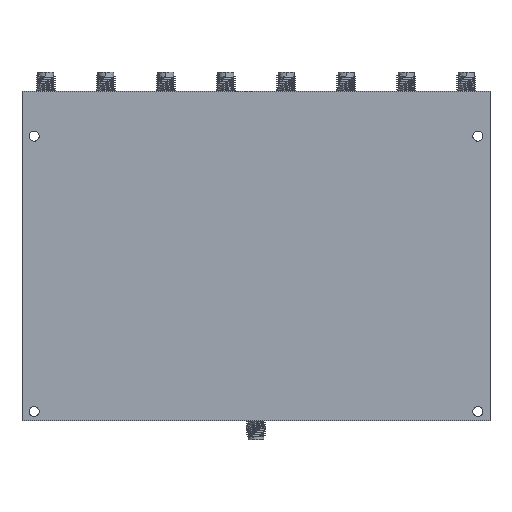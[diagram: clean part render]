
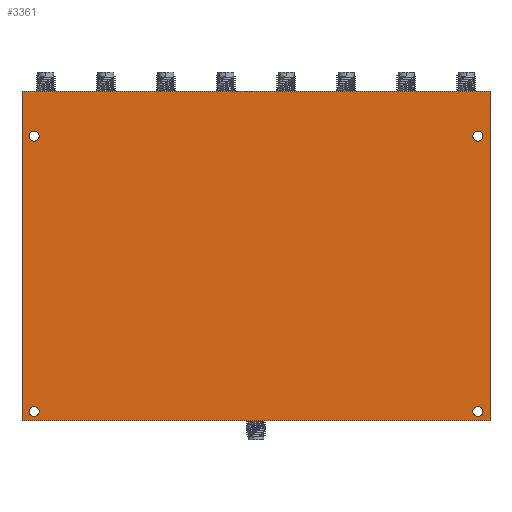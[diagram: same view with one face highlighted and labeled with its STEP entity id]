
A CAD part, front view. The second image highlights one B-rep face of the part: STEP entity #3361.
In plain terms, the highlighted planar face has unit normal (0, -1, 0).
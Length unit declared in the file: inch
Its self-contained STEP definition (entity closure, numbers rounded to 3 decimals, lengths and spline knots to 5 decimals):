
#181 = FACE_BOUND ( 'NONE', #2308, .T. ) ;
#351 = EDGE_CURVE ( 'NONE', #11881, #14336, #16485, .T. ) ;
#378 = ORIENTED_EDGE ( 'NONE', *, *, #6664, .F. ) ;
#415 = AXIS2_PLACEMENT_3D ( 'NONE', #19877, #8028, #21781 ) ;
#497 = ORIENTED_EDGE ( 'NONE', *, *, #11199, .T. ) ;
#685 = ORIENTED_EDGE ( 'NONE', *, *, #11107, .T. ) ;
#879 = CIRCLE ( 'NONE', #17120, 0.065 ) ;
#1085 = EDGE_LOOP ( 'NONE', ( #2558, #5502, #17488, #378 ) ) ;
#1275 = VECTOR ( 'NONE', #11798, 39.37008 ) ;
#1542 = AXIS2_PLACEMENT_3D ( 'NONE', #18480, #2787, #14893 ) ;
#1718 = CARTESIAN_POINT ( 'NONE',  ( 0., 0., 0. ) ) ;
#1856 = EDGE_CURVE ( 'NONE', #14336, #11881, #14276, .T. ) ;
#2074 = FACE_BOUND ( 'NONE', #6993, .T. ) ;
#2308 = EDGE_LOOP ( 'NONE', ( #497, #685 ) ) ;
#2558 = ORIENTED_EDGE ( 'NONE', *, *, #21956, .F. ) ;
#2787 = DIRECTION ( 'NONE',  ( 0., 1., 0. ) ) ;
#2957 = CARTESIAN_POINT ( 'NONE',  ( 5.99, 0., -0.525 ) ) ;
#3361 = ADVANCED_FACE ( 'NONE', ( #181, #3704, #2074, #9366, #19174 ), #8807, .T. ) ;
#3514 = VERTEX_POINT ( 'NONE', #21018 ) ;
#3666 = DIRECTION ( 'NONE',  ( 1., 0., 0. ) ) ;
#3704 = FACE_BOUND ( 'NONE', #3908, .T. ) ;
#3855 = VERTEX_POINT ( 'NONE', #15942 ) ;
#3908 = EDGE_LOOP ( 'NONE', ( #19543, #6784 ) ) ;
#4357 = DIRECTION ( 'NONE',  ( 0., 0., 1. ) ) ;
#4367 = VECTOR ( 'NONE', #13822, 39.37008 ) ;
#4491 = CIRCLE ( 'NONE', #20872, 0.065 ) ;
#5054 = LINE ( 'NONE', #6864, #1275 ) ;
#5189 = VERTEX_POINT ( 'NONE', #6757 ) ;
#5247 = ORIENTED_EDGE ( 'NONE', *, *, #351, .T. ) ;
#5502 = ORIENTED_EDGE ( 'NONE', *, *, #21992, .F. ) ;
#5657 = CIRCLE ( 'NONE', #8696, 0.065 ) ;
#6101 = CARTESIAN_POINT ( 'NONE',  ( 0.16, 0., -0.655 ) ) ;
#6567 = DIRECTION ( 'NONE',  ( 0., 0., 1. ) ) ;
#6654 = DIRECTION ( 'NONE',  ( 0., 0., 1. ) ) ;
#6664 = EDGE_CURVE ( 'NONE', #10159, #18898, #6840, .T. ) ;
#6757 = CARTESIAN_POINT ( 'NONE',  ( 0., 0., -4.33 ) ) ;
#6784 = ORIENTED_EDGE ( 'NONE', *, *, #8723, .T. ) ;
#6840 = LINE ( 'NONE', #16010, #13901 ) ;
#6864 = CARTESIAN_POINT ( 'NONE',  ( 6.15, 0., 0. ) ) ;
#6993 = EDGE_LOOP ( 'NONE', ( #5247, #8317 ) ) ;
#8028 = DIRECTION ( 'NONE',  ( 0., 1., 0. ) ) ;
#8149 = EDGE_CURVE ( 'NONE', #15183, #22296, #15561, .T. ) ;
#8160 = ORIENTED_EDGE ( 'NONE', *, *, #12052, .T. ) ;
#8317 = ORIENTED_EDGE ( 'NONE', *, *, #1856, .T. ) ;
#8442 = DIRECTION ( 'NONE',  ( -1., 0., 0. ) ) ;
#8473 = DIRECTION ( 'NONE',  ( 0., 1., 0. ) ) ;
#8675 = VERTEX_POINT ( 'NONE', #8838 ) ;
#8696 = AXIS2_PLACEMENT_3D ( 'NONE', #18877, #8473, #10216 ) ;
#8723 = EDGE_CURVE ( 'NONE', #3514, #11557, #4491, .T. ) ;
#8807 = PLANE ( 'NONE',  #14505 ) ;
#8838 = CARTESIAN_POINT ( 'NONE',  ( 0.16, 0., -4.275 ) ) ;
#9366 = FACE_BOUND ( 'NONE', #18591, .T. ) ;
#10159 = VERTEX_POINT ( 'NONE', #13265 ) ;
#10216 = DIRECTION ( 'NONE',  ( 0., 0., 1. ) ) ;
#10300 = DIRECTION ( 'NONE',  ( 0., 1., 0. ) ) ;
#10957 = CARTESIAN_POINT ( 'NONE',  ( 5.99, 0., -4.21 ) ) ;
#11053 = ORIENTED_EDGE ( 'NONE', *, *, #8149, .T. ) ;
#11087 = CIRCLE ( 'NONE', #22362, 0.065 ) ;
#11107 = EDGE_CURVE ( 'NONE', #8675, #3855, #11087, .T. ) ;
#11199 = EDGE_CURVE ( 'NONE', #3855, #8675, #5657, .T. ) ;
#11557 = VERTEX_POINT ( 'NONE', #22448 ) ;
#11798 = DIRECTION ( 'NONE',  ( 0., 0., -1. ) ) ;
#11881 = VERTEX_POINT ( 'NONE', #2957 ) ;
#12052 = EDGE_CURVE ( 'NONE', #22296, #15183, #18667, .T. ) ;
#12297 = DIRECTION ( 'NONE',  ( 0., -1., 0. ) ) ;
#12411 = CARTESIAN_POINT ( 'NONE',  ( 0.16, 0., -4.21 ) ) ;
#12684 = LINE ( 'NONE', #15422, #17949 ) ;
#12998 = CARTESIAN_POINT ( 'NONE',  ( 5.99, 0., -4.21 ) ) ;
#13265 = CARTESIAN_POINT ( 'NONE',  ( 0., 0., 0. ) ) ;
#13322 = EDGE_CURVE ( 'NONE', #18898, #18987, #5054, .T. ) ;
#13822 = DIRECTION ( 'NONE',  ( 0., 0., 1. ) ) ;
#13901 = VECTOR ( 'NONE', #3666, 39.37008 ) ;
#14038 = DIRECTION ( 'NONE',  ( 0., 0., -1. ) ) ;
#14276 = CIRCLE ( 'NONE', #415, 0.065 ) ;
#14336 = VERTEX_POINT ( 'NONE', #19637 ) ;
#14440 = DIRECTION ( 'NONE',  ( 0., 1., 0. ) ) ;
#14505 = AXIS2_PLACEMENT_3D ( 'NONE', #20962, #12297, #14038 ) ;
#14660 = DIRECTION ( 'NONE',  ( 0., 1., 0. ) ) ;
#14893 = DIRECTION ( 'NONE',  ( 0., 0., 1. ) ) ;
#14920 = CARTESIAN_POINT ( 'NONE',  ( 6.15, 0., -4.33 ) ) ;
#15183 = VERTEX_POINT ( 'NONE', #21729 ) ;
#15422 = CARTESIAN_POINT ( 'NONE',  ( 0., 0., -4.33 ) ) ;
#15561 = CIRCLE ( 'NONE', #1542, 0.065 ) ;
#15942 = CARTESIAN_POINT ( 'NONE',  ( 0.16, 0., -4.145 ) ) ;
#16010 = CARTESIAN_POINT ( 'NONE',  ( 0., 0., 0. ) ) ;
#16061 = DIRECTION ( 'NONE',  ( 0., 0., 1. ) ) ;
#16485 = CIRCLE ( 'NONE', #20428, 0.065 ) ;
#16673 = CARTESIAN_POINT ( 'NONE',  ( 5.99, 0., -0.59 ) ) ;
#16976 = DIRECTION ( 'NONE',  ( 0., 1., 0. ) ) ;
#17073 = DIRECTION ( 'NONE',  ( 0., 1., 0. ) ) ;
#17120 = AXIS2_PLACEMENT_3D ( 'NONE', #12998, #14660, #4357 ) ;
#17488 = ORIENTED_EDGE ( 'NONE', *, *, #13322, .F. ) ;
#17865 = LINE ( 'NONE', #1718, #4367 ) ;
#17949 = VECTOR ( 'NONE', #8442, 39.37008 ) ;
#18480 = CARTESIAN_POINT ( 'NONE',  ( 0.16, 0., -0.59 ) ) ;
#18591 = EDGE_LOOP ( 'NONE', ( #11053, #8160 ) ) ;
#18667 = CIRCLE ( 'NONE', #21367, 0.065 ) ;
#18877 = CARTESIAN_POINT ( 'NONE',  ( 0.16, 0., -4.21 ) ) ;
#18898 = VERTEX_POINT ( 'NONE', #21408 ) ;
#18987 = VERTEX_POINT ( 'NONE', #14920 ) ;
#19124 = CARTESIAN_POINT ( 'NONE',  ( 0.16, 0., -0.59 ) ) ;
#19174 = FACE_OUTER_BOUND ( 'NONE', #1085, .T. ) ;
#19349 = DIRECTION ( 'NONE',  ( 0., 0., 1. ) ) ;
#19525 = EDGE_CURVE ( 'NONE', #11557, #3514, #879, .T. ) ;
#19543 = ORIENTED_EDGE ( 'NONE', *, *, #19525, .T. ) ;
#19637 = CARTESIAN_POINT ( 'NONE',  ( 5.99, 0., -0.655 ) ) ;
#19877 = CARTESIAN_POINT ( 'NONE',  ( 5.99, 0., -0.59 ) ) ;
#20428 = AXIS2_PLACEMENT_3D ( 'NONE', #16673, #16976, #6567 ) ;
#20872 = AXIS2_PLACEMENT_3D ( 'NONE', #10957, #14440, #16061 ) ;
#20962 = CARTESIAN_POINT ( 'NONE',  ( 0., 0., 0. ) ) ;
#21018 = CARTESIAN_POINT ( 'NONE',  ( 5.99, 0., -4.275 ) ) ;
#21367 = AXIS2_PLACEMENT_3D ( 'NONE', #19124, #17073, #6654 ) ;
#21408 = CARTESIAN_POINT ( 'NONE',  ( 6.15, 0., 0. ) ) ;
#21729 = CARTESIAN_POINT ( 'NONE',  ( 0.16, 0., -0.525 ) ) ;
#21781 = DIRECTION ( 'NONE',  ( 0., 0., 1. ) ) ;
#21956 = EDGE_CURVE ( 'NONE', #5189, #10159, #17865, .T. ) ;
#21992 = EDGE_CURVE ( 'NONE', #18987, #5189, #12684, .T. ) ;
#22296 = VERTEX_POINT ( 'NONE', #6101 ) ;
#22362 = AXIS2_PLACEMENT_3D ( 'NONE', #12411, #10300, #19349 ) ;
#22448 = CARTESIAN_POINT ( 'NONE',  ( 5.99, 0., -4.145 ) ) ;
